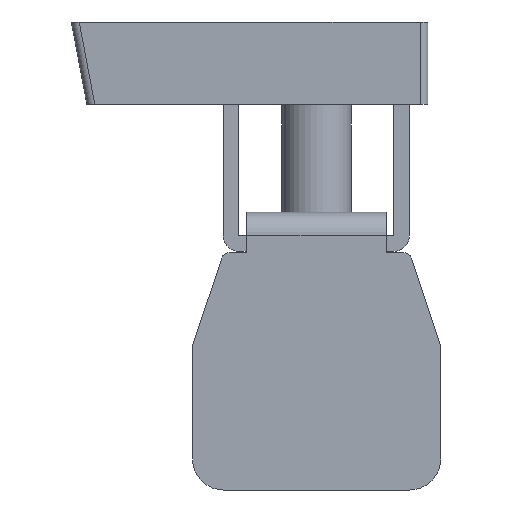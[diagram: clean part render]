
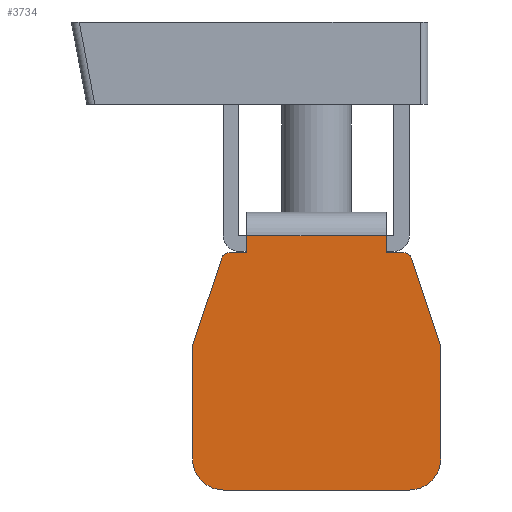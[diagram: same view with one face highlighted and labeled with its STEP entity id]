
A CAD part, front view. The second image highlights one B-rep face of the part: STEP entity #3734.
In plain terms, the highlighted planar face has unit normal (0, -1, 0).
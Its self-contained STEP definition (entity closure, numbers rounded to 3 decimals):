
#140=CIRCLE('',#3927,0.5);
#143=CIRCLE('',#3933,2.);
#145=CIRCLE('',#3937,2.);
#147=CIRCLE('',#3942,0.5);
#808=ORIENTED_EDGE('',*,*,#1310,.F.);
#809=ORIENTED_EDGE('',*,*,#1311,.F.);
#810=ORIENTED_EDGE('',*,*,#1277,.F.);
#811=ORIENTED_EDGE('',*,*,#1281,.F.);
#812=ORIENTED_EDGE('',*,*,#1283,.F.);
#813=ORIENTED_EDGE('',*,*,#1288,.T.);
#814=ORIENTED_EDGE('',*,*,#1291,.F.);
#815=ORIENTED_EDGE('',*,*,#1294,.T.);
#816=ORIENTED_EDGE('',*,*,#1296,.F.);
#817=ORIENTED_EDGE('',*,*,#1300,.T.);
#818=ORIENTED_EDGE('',*,*,#1303,.T.);
#819=ORIENTED_EDGE('',*,*,#1309,.T.);
#820=ORIENTED_EDGE('',*,*,#1312,.T.);
#821=ORIENTED_EDGE('',*,*,#1313,.F.);
#1277=EDGE_CURVE('',#1576,#1577,#140,.T.);
#1281=EDGE_CURVE('',#1579,#1576,#1878,.T.);
#1283=EDGE_CURVE('',#1581,#1579,#1880,.T.);
#1288=EDGE_CURVE('',#1581,#1584,#143,.T.);
#1291=EDGE_CURVE('',#1586,#1584,#1886,.T.);
#1294=EDGE_CURVE('',#1586,#1588,#145,.T.);
#1296=EDGE_CURVE('',#1590,#1588,#1889,.T.);
#1300=EDGE_CURVE('',#1590,#1592,#1893,.T.);
#1303=EDGE_CURVE('',#1592,#1594,#147,.T.);
#1309=EDGE_CURVE('',#1594,#1598,#1900,.T.);
#1310=EDGE_CURVE('',#1599,#1600,#1901,.T.);
#1311=EDGE_CURVE('',#1577,#1599,#1902,.T.);
#1312=EDGE_CURVE('',#1598,#1601,#1903,.T.);
#1313=EDGE_CURVE('',#1600,#1601,#1904,.T.);
#1576=VERTEX_POINT('',#5393);
#1577=VERTEX_POINT('',#5395);
#1579=VERTEX_POINT('',#5401);
#1581=VERTEX_POINT('',#5407);
#1584=VERTEX_POINT('',#5415);
#1586=VERTEX_POINT('',#5421);
#1588=VERTEX_POINT('',#5427);
#1590=VERTEX_POINT('',#5432);
#1592=VERTEX_POINT('',#5439);
#1594=VERTEX_POINT('',#5445);
#1598=VERTEX_POINT('',#5457);
#1599=VERTEX_POINT('',#5461);
#1600=VERTEX_POINT('',#5462);
#1601=VERTEX_POINT('',#5465);
#1878=LINE('',#5403,#2175);
#1880=LINE('',#5406,#2177);
#1886=LINE('',#5422,#2183);
#1889=LINE('',#5433,#2186);
#1893=LINE('',#5440,#2190);
#1900=LINE('',#5458,#2197);
#1901=LINE('',#5460,#2198);
#1902=LINE('',#5463,#2199);
#1903=LINE('',#5464,#2200);
#1904=LINE('',#5466,#2201);
#2175=VECTOR('',#4565,1000.);
#2177=VECTOR('',#4569,1000.);
#2183=VECTOR('',#4583,1000.);
#2186=VECTOR('',#4594,1000.);
#2190=VECTOR('',#4600,1000.);
#2197=VECTOR('',#4617,1000.);
#2198=VECTOR('',#4620,1000.);
#2199=VECTOR('',#4621,1000.);
#2200=VECTOR('',#4622,1000.);
#2201=VECTOR('',#4623,1000.);
#2356=EDGE_LOOP('',(#808,#809,#810,#811,#812,#813,#814,#815,#816,#817,#818,
#819,#820,#821));
#2515=FACE_BOUND('',#2356,.T.);
#2627=PLANE('',#3945);
#3734=ADVANCED_FACE('',(#2515),#2627,.T.);
#3927=AXIS2_PLACEMENT_3D('',#5394,#4557,#4558);
#3933=AXIS2_PLACEMENT_3D('',#5416,#4577,#4578);
#3937=AXIS2_PLACEMENT_3D('',#5428,#4589,#4590);
#3942=AXIS2_PLACEMENT_3D('',#5446,#4606,#4607);
#3945=AXIS2_PLACEMENT_3D('',#5459,#4618,#4619);
#4557=DIRECTION('',(0.,1.,0.));
#4558=DIRECTION('',(1.,0.,0.));
#4565=DIRECTION('',(0.316,0.,0.949));
#4569=DIRECTION('',(0.,0.,1.));
#4577=DIRECTION('',(0.,-1.,0.));
#4578=DIRECTION('',(0.,0.,-1.));
#4583=DIRECTION('',(-1.,0.,0.));
#4589=DIRECTION('',(0.,-1.,0.));
#4590=DIRECTION('',(0.,0.,-1.));
#4594=DIRECTION('',(0.,0.,-1.));
#4600=DIRECTION('',(-0.316,0.,0.949));
#4606=DIRECTION('',(0.,-1.,0.));
#4607=DIRECTION('',(1.,0.,0.));
#4617=DIRECTION('',(-1.,0.,0.));
#4618=DIRECTION('',(0.,-1.,0.));
#4619=DIRECTION('',(0.,0.,-1.));
#4620=DIRECTION('',(0.,0.,1.));
#4621=DIRECTION('',(1.,0.,0.));
#4622=DIRECTION('',(0.,0.,1.));
#4623=DIRECTION('',(1.,0.,0.));
#5393=CARTESIAN_POINT('',(-1.801,-4.002,-9.928));
#5394=CARTESIAN_POINT('',(-1.327,-4.002,-10.086));
#5395=CARTESIAN_POINT('',(-1.327,-4.002,-9.586));
#5401=CARTESIAN_POINT('',(-3.688,-4.002,-15.586));
#5403=CARTESIAN_POINT('',(-1.801,-4.002,-9.928));
#5406=CARTESIAN_POINT('',(-3.688,-4.002,-24.886));
#5407=CARTESIAN_POINT('',(-3.688,-4.002,-22.886));
#5415=CARTESIAN_POINT('',(-1.688,-4.002,-24.886));
#5416=CARTESIAN_POINT('',(-1.688,-4.002,-22.886));
#5421=CARTESIAN_POINT('',(10.313,-4.002,-24.886));
#5422=CARTESIAN_POINT('',(12.313,-4.002,-24.886));
#5427=CARTESIAN_POINT('',(12.313,-4.002,-22.886));
#5428=CARTESIAN_POINT('',(10.313,-4.002,-22.886));
#5432=CARTESIAN_POINT('',(12.313,-4.002,-15.586));
#5433=CARTESIAN_POINT('',(12.313,-4.002,-24.886));
#5439=CARTESIAN_POINT('',(10.426,-4.002,-9.928));
#5440=CARTESIAN_POINT('',(10.426,-4.002,-9.928));
#5445=CARTESIAN_POINT('',(9.952,-4.002,-9.586));
#5446=CARTESIAN_POINT('',(9.952,-4.002,-10.086));
#5457=CARTESIAN_POINT('',(8.813,-4.002,-9.586));
#5458=CARTESIAN_POINT('',(8.813,-4.002,-9.586));
#5459=CARTESIAN_POINT('',(12.313,-4.002,-24.886));
#5460=CARTESIAN_POINT('',(-0.187,-4.002,-9.586));
#5461=CARTESIAN_POINT('',(-0.187,-4.002,-9.586));
#5462=CARTESIAN_POINT('',(-0.187,-4.002,-8.482));
#5463=CARTESIAN_POINT('',(-0.187,-4.002,-9.586));
#5464=CARTESIAN_POINT('',(8.813,-4.002,-9.586));
#5465=CARTESIAN_POINT('',(8.813,-4.002,-8.482));
#5466=CARTESIAN_POINT('',(-49.688,-4.002,-8.482));
